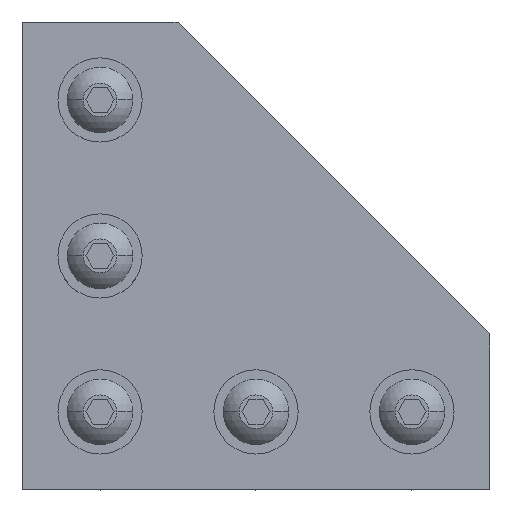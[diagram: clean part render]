
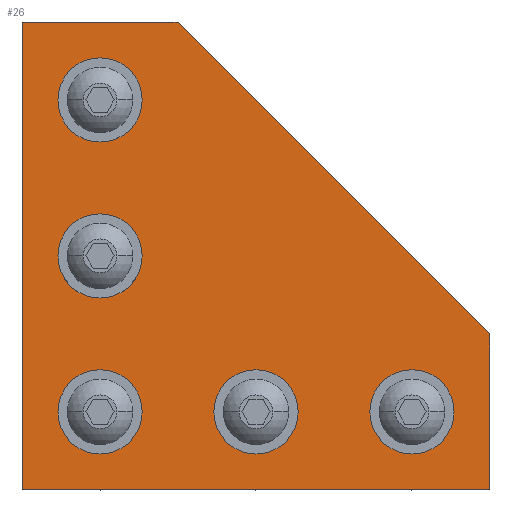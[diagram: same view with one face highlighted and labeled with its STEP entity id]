
A CAD part, top view. The second image highlights one B-rep face of the part: STEP entity #26.
In plain terms, the highlighted planar face has unit normal (0, 0, 1).
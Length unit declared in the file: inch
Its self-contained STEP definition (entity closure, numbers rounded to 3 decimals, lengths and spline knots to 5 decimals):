
#5 = EDGE_CURVE ( 'NONE', #2076, #2103, #60, .T. ) ;
#15 = ORIENTED_EDGE ( 'NONE', *, *, #1847, .F. ) ;
#19 = ORIENTED_EDGE ( 'NONE', *, *, #2003, .F. ) ;
#26 = ADVANCED_FACE ( 'NONE', ( #180, #181, #182, #184, #185, #186 ), #187, .F. ) ;
#60 = LINE ( 'NONE', #64, #65 ) ;
#62 = VERTEX_POINT ( 'NONE', #321 ) ;
#64 = CARTESIAN_POINT ( 'NONE',  ( 3., 0., 0.188 ) ) ;
#65 = VECTOR ( 'NONE', #66, 39.37008 ) ;
#66 = DIRECTION ( 'NONE',  ( 1., 0., 0. ) ) ;
#104 = CARTESIAN_POINT ( 'NONE',  ( 0.6285, 1.5, 0.188 ) ) ;
#151 = CARTESIAN_POINT ( 'NONE',  ( 1.3715, 0.5, 0.188 ) ) ;
#153 = CIRCLE ( 'NONE', #154, 0.1285 ) ;
#154 = AXIS2_PLACEMENT_3D ( 'NONE', #155, #156, #157 ) ;
#155 = CARTESIAN_POINT ( 'NONE',  ( 0.5, 1.5, 0.188 ) ) ;
#156 = DIRECTION ( 'NONE',  ( 0., 0., 1. ) ) ;
#157 = DIRECTION ( 'NONE',  ( 1., 0., 0. ) ) ;
#176 = LINE ( 'NONE', #177, #178 ) ;
#177 = CARTESIAN_POINT ( 'NONE',  ( 3., 1., 0.188 ) ) ;
#178 = VECTOR ( 'NONE', #179, 39.37008 ) ;
#179 = DIRECTION ( 'NONE',  ( 0., 1., 0. ) ) ;
#180 = FACE_BOUND ( 'NONE', #2011, .T. ) ;
#181 = FACE_BOUND ( 'NONE', #1795, .T. ) ;
#182 = FACE_BOUND ( 'NONE', #1955, .T. ) ;
#184 = FACE_BOUND ( 'NONE', #1062, .T. ) ;
#185 = FACE_OUTER_BOUND ( 'NONE', #2082, .T. ) ;
#186 = FACE_BOUND ( 'NONE', #233, .T. ) ;
#187 = PLANE ( 'NONE',  #188 ) ;
#188 = AXIS2_PLACEMENT_3D ( 'NONE', #189, #190, #191 ) ;
#189 = CARTESIAN_POINT ( 'NONE',  ( 0., 0., 0.188 ) ) ;
#190 = DIRECTION ( 'NONE',  ( 0., 0., -1. ) ) ;
#191 = DIRECTION ( 'NONE',  ( -1., 0., 0. ) ) ;
#233 = EDGE_LOOP ( 'NONE', ( #19, #1941 ) ) ;
#246 = CIRCLE ( 'NONE', #247, 0.1285 ) ;
#247 = AXIS2_PLACEMENT_3D ( 'NONE', #248, #249, #250 ) ;
#248 = CARTESIAN_POINT ( 'NONE',  ( 0.5, 2.5, 0.188 ) ) ;
#249 = DIRECTION ( 'NONE',  ( 0., 0., 1. ) ) ;
#250 = DIRECTION ( 'NONE',  ( 1., 0., 0. ) ) ;
#294 = CARTESIAN_POINT ( 'NONE',  ( 0.6285, 2.5, 0.188 ) ) ;
#321 = CARTESIAN_POINT ( 'NONE',  ( 1., 3., 0.188 ) ) ;
#322 = CARTESIAN_POINT ( 'NONE',  ( 2.6285, 0.5, 0.188 ) ) ;
#333 = CARTESIAN_POINT ( 'NONE',  ( 0., 3., 0.188 ) ) ;
#372 = EDGE_CURVE ( 'NONE', #1887, #62, #478, .T. ) ;
#402 = CARTESIAN_POINT ( 'NONE',  ( 0., 0., 0.188 ) ) ;
#427 = CARTESIAN_POINT ( 'NONE',  ( 0.3715, 2.5, 0.188 ) ) ;
#453 = CIRCLE ( 'NONE', #454, 0.1285 ) ;
#454 = AXIS2_PLACEMENT_3D ( 'NONE', #455, #456, #457 ) ;
#455 = CARTESIAN_POINT ( 'NONE',  ( 1.5, 0.5, 0.188 ) ) ;
#456 = DIRECTION ( 'NONE',  ( 0., 0., 1. ) ) ;
#457 = DIRECTION ( 'NONE',  ( 1., 0., 0. ) ) ;
#461 = ORIENTED_EDGE ( 'NONE', *, *, #2242, .T. ) ;
#478 = LINE ( 'NONE', #479, #480 ) ;
#479 = CARTESIAN_POINT ( 'NONE',  ( 1., 3., 0.188 ) ) ;
#480 = VECTOR ( 'NONE', #481, 39.37008 ) ;
#481 = DIRECTION ( 'NONE',  ( -0.707, 0.707, 0. ) ) ;
#495 = LINE ( 'NONE', #496, #497 ) ;
#496 = CARTESIAN_POINT ( 'NONE',  ( 0., 3., 0.188 ) ) ;
#497 = VECTOR ( 'NONE', #498, 39.37008 ) ;
#498 = DIRECTION ( 'NONE',  ( -1., 0., 0. ) ) ;
#510 = EDGE_CURVE ( 'NONE', #1113, #2062, #578, .T. ) ;
#535 = CIRCLE ( 'NONE', #536, 0.1285 ) ;
#536 = AXIS2_PLACEMENT_3D ( 'NONE', #537, #538, #539 ) ;
#537 = CARTESIAN_POINT ( 'NONE',  ( 2.5, 0.5, 0.188 ) ) ;
#538 = DIRECTION ( 'NONE',  ( 0., 0., 1. ) ) ;
#539 = DIRECTION ( 'NONE',  ( 1., 0., 0. ) ) ;
#550 = CARTESIAN_POINT ( 'NONE',  ( 0.6285, 0.5, 0.188 ) ) ;
#578 = CIRCLE ( 'NONE', #579, 0.1285 ) ;
#579 = AXIS2_PLACEMENT_3D ( 'NONE', #582, #583, #584 ) ;
#580 = ORIENTED_EDGE ( 'NONE', *, *, #2104, .F. ) ;
#582 = CARTESIAN_POINT ( 'NONE',  ( 2.5, 0.5, 0.188 ) ) ;
#583 = DIRECTION ( 'NONE',  ( 0., 0., 1. ) ) ;
#584 = DIRECTION ( 'NONE',  ( 1., 0., 0. ) ) ;
#585 = CIRCLE ( 'NONE', #586, 0.1285 ) ;
#586 = AXIS2_PLACEMENT_3D ( 'NONE', #587, #588, #589 ) ;
#587 = CARTESIAN_POINT ( 'NONE',  ( 0.5, 0.5, 0.188 ) ) ;
#588 = DIRECTION ( 'NONE',  ( 0., 0., 1. ) ) ;
#589 = DIRECTION ( 'NONE',  ( 1., 0., 0. ) ) ;
#609 = CARTESIAN_POINT ( 'NONE',  ( 0.3715, 1.5, 0.188 ) ) ;
#628 = CIRCLE ( 'NONE', #629, 0.1285 ) ;
#629 = AXIS2_PLACEMENT_3D ( 'NONE', #631, #632, #633 ) ;
#631 = CARTESIAN_POINT ( 'NONE',  ( 0.5, 1.5, 0.188 ) ) ;
#632 = DIRECTION ( 'NONE',  ( 0., 0., 1. ) ) ;
#633 = DIRECTION ( 'NONE',  ( 1., 0., 0. ) ) ;
#662 = CARTESIAN_POINT ( 'NONE',  ( 3., 1., 0.188 ) ) ;
#677 = LINE ( 'NONE', #678, #679 ) ;
#678 = CARTESIAN_POINT ( 'NONE',  ( 0., 0., 0.188 ) ) ;
#679 = VECTOR ( 'NONE', #680, 39.37008 ) ;
#680 = DIRECTION ( 'NONE',  ( 0., -1., 0. ) ) ;
#745 = CARTESIAN_POINT ( 'NONE',  ( 3., 0., 0.188 ) ) ;
#750 = CIRCLE ( 'NONE', #751, 0.1285 ) ;
#751 = AXIS2_PLACEMENT_3D ( 'NONE', #752, #753, #754 ) ;
#752 = CARTESIAN_POINT ( 'NONE',  ( 0.5, 0.5, 0.188 ) ) ;
#753 = DIRECTION ( 'NONE',  ( 0., 0., 1. ) ) ;
#754 = DIRECTION ( 'NONE',  ( 1., 0., 0. ) ) ;
#832 = CIRCLE ( 'NONE', #833, 0.1285 ) ;
#833 = AXIS2_PLACEMENT_3D ( 'NONE', #835, #836, #837 ) ;
#835 = CARTESIAN_POINT ( 'NONE',  ( 0.5, 2.5, 0.188 ) ) ;
#836 = DIRECTION ( 'NONE',  ( 0., 0., 1. ) ) ;
#837 = DIRECTION ( 'NONE',  ( 1., 0., 0. ) ) ;
#860 = CARTESIAN_POINT ( 'NONE',  ( 1.6285, 0.5, 0.188 ) ) ;
#921 = EDGE_CURVE ( 'NONE', #2079, #1853, #832, .T. ) ;
#933 = CARTESIAN_POINT ( 'NONE',  ( 2.3715, 0.5, 0.188 ) ) ;
#939 = CIRCLE ( 'NONE', #942, 0.1285 ) ;
#940 = ORIENTED_EDGE ( 'NONE', *, *, #2153, .T. ) ;
#942 = AXIS2_PLACEMENT_3D ( 'NONE', #943, #944, #945 ) ;
#943 = CARTESIAN_POINT ( 'NONE',  ( 1.5, 0.5, 0.188 ) ) ;
#944 = DIRECTION ( 'NONE',  ( 0., 0., 1. ) ) ;
#945 = DIRECTION ( 'NONE',  ( 1., 0., 0. ) ) ;
#1042 = CARTESIAN_POINT ( 'NONE',  ( 0.3715, 0.5, 0.188 ) ) ;
#1062 = EDGE_LOOP ( 'NONE', ( #580, #2037 ) ) ;
#1113 = VERTEX_POINT ( 'NONE', #933 ) ;
#1284 = ORIENTED_EDGE ( 'NONE', *, *, #1951, .F. ) ;
#1706 = ORIENTED_EDGE ( 'NONE', *, *, #921, .F. ) ;
#1795 = EDGE_LOOP ( 'NONE', ( #2044, #1989 ) ) ;
#1840 = EDGE_CURVE ( 'NONE', #2103, #1887, #176, .T. ) ;
#1847 = EDGE_CURVE ( 'NONE', #1853, #2079, #246, .T. ) ;
#1853 = VERTEX_POINT ( 'NONE', #294 ) ;
#1887 = VERTEX_POINT ( 'NONE', #662 ) ;
#1898 = ORIENTED_EDGE ( 'NONE', *, *, #2221, .F. ) ;
#1935 = VERTEX_POINT ( 'NONE', #860 ) ;
#1941 = ORIENTED_EDGE ( 'NONE', *, *, #510, .F. ) ;
#1951 = EDGE_CURVE ( 'NONE', #2040, #1935, #939, .T. ) ;
#1955 = EDGE_LOOP ( 'NONE', ( #1898, #1284 ) ) ;
#1989 = ORIENTED_EDGE ( 'NONE', *, *, #2182, .F. ) ;
#2003 = EDGE_CURVE ( 'NONE', #2062, #1113, #535, .T. ) ;
#2011 = EDGE_LOOP ( 'NONE', ( #15, #1706 ) ) ;
#2021 = EDGE_CURVE ( 'NONE', #2174, #2233, #628, .T. ) ;
#2037 = ORIENTED_EDGE ( 'NONE', *, *, #2087, .F. ) ;
#2040 = VERTEX_POINT ( 'NONE', #151 ) ;
#2044 = ORIENTED_EDGE ( 'NONE', *, *, #2021, .F. ) ;
#2062 = VERTEX_POINT ( 'NONE', #322 ) ;
#2076 = VERTEX_POINT ( 'NONE', #402 ) ;
#2077 = ORIENTED_EDGE ( 'NONE', *, *, #5, .T. ) ;
#2079 = VERTEX_POINT ( 'NONE', #427 ) ;
#2082 = EDGE_LOOP ( 'NONE', ( #2077, #2159, #2128, #940, #461 ) ) ;
#2084 = VERTEX_POINT ( 'NONE', #550 ) ;
#2087 = EDGE_CURVE ( 'NONE', #2148, #2084, #585, .T. ) ;
#2103 = VERTEX_POINT ( 'NONE', #745 ) ;
#2104 = EDGE_CURVE ( 'NONE', #2084, #2148, #750, .T. ) ;
#2128 = ORIENTED_EDGE ( 'NONE', *, *, #372, .T. ) ;
#2148 = VERTEX_POINT ( 'NONE', #1042 ) ;
#2153 = EDGE_CURVE ( 'NONE', #62, #2206, #495, .T. ) ;
#2159 = ORIENTED_EDGE ( 'NONE', *, *, #1840, .T. ) ;
#2174 = VERTEX_POINT ( 'NONE', #104 ) ;
#2182 = EDGE_CURVE ( 'NONE', #2233, #2174, #153, .T. ) ;
#2206 = VERTEX_POINT ( 'NONE', #333 ) ;
#2221 = EDGE_CURVE ( 'NONE', #1935, #2040, #453, .T. ) ;
#2233 = VERTEX_POINT ( 'NONE', #609 ) ;
#2242 = EDGE_CURVE ( 'NONE', #2206, #2076, #677, .T. ) ;
